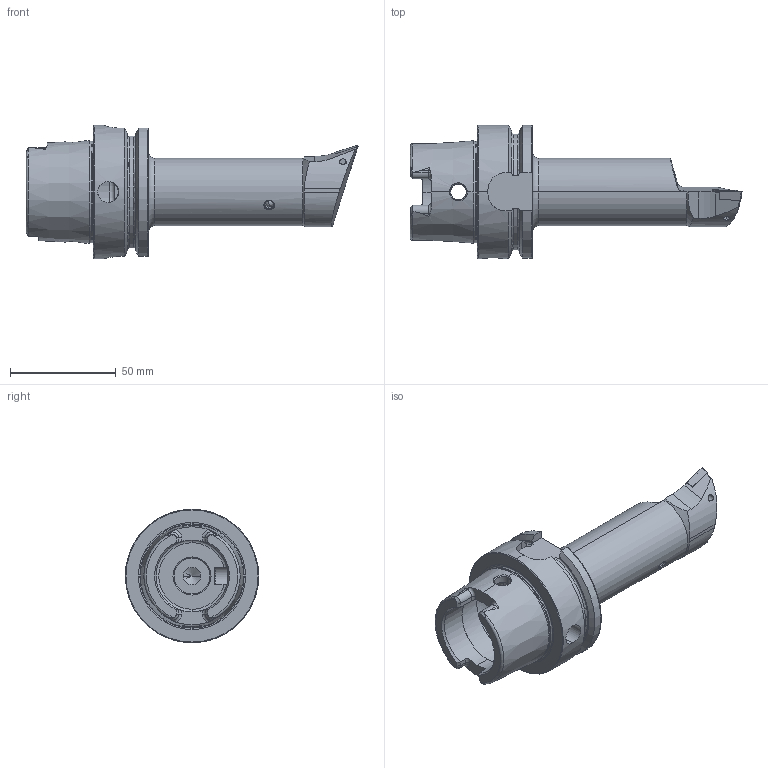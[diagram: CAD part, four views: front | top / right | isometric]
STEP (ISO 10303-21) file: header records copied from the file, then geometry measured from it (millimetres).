
FILE_DESCRIPTION (( 'STEP AP214' ), '1' );
FILE_NAME ('HA6.BDB.LQB.125.STEP', '2020-09-11T06:22:55', ( '' ), ( '' ), 'SwSTEP 2.0', 'SolidWorks 2017', '' );
FILE_SCHEMA (( 'AUTOMOTIVE_DESIGN' ));
Length unit declared in the file: millimetre
Products named in the file (5): HA6-BDB.LQB.125_B; KVT_MB_600_050; DCMT11T304; WCB-ER2.001.009_A; HA6.BDB.LQB.125
Assembly tree (4 placements, depth 2):
  HA6.BDB.LQB.125
    HA6-BDB.LQB.125_B
    DCMT11T304
    WCB-ER2.001.009_A
    KVT_MB_600_050
Bounding box: 156.9 x 63 x 63 mm (x, y, z)
Volume: 142864.1 mm3; surface area: 34223.7 mm2
Topology: 5 solids, 5 shells, 310 faces, 797 edges, 489 vertices
Faces by surface type: cylinder 91, cone 79, plane 79, torus 37, bspline 20, sphere 4
Entity records: 12561 total; most frequent: CARTESIAN_POINT 4053, ORIENTED_EDGE 1564, DIRECTION 1419, EDGE_CURVE 782, AXIS2_PLACEMENT_3D 567, VERTEX_POINT 486, EDGE_LOOP 328, FACE_OUTER_BOUND 310
